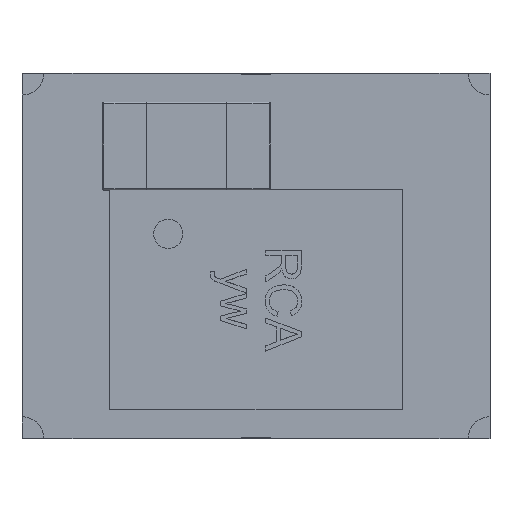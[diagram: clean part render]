
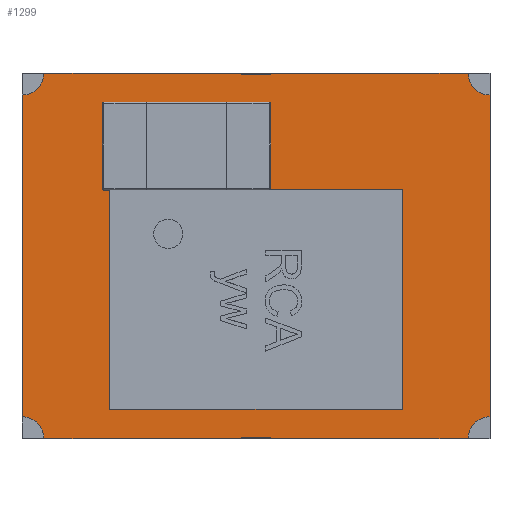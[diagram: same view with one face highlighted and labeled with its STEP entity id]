
A CAD part, top view. The second image highlights one B-rep face of the part: STEP entity #1299.
In plain terms, the highlighted planar face has unit normal (0, 0, 1).
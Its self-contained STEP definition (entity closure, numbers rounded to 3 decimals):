
#1299 = ADVANCED_FACE( '', ( #2395 ), #2396, .T. );
#2395 = FACE_OUTER_BOUND( '', #3513, .T. );
#2396 = PLANE( '', #3514 );
#3513 = EDGE_LOOP( '', ( #5828, #5829, #5830, #5831, #5832, #5833, #5834, #5835, #5836, #5837, #5838, #5839, #5840, #5841, #5842, #5843 ) );
#3514 = AXIS2_PLACEMENT_3D( '', #5844, #5845, #5846 );
#5828 = ORIENTED_EDGE( '', *, *, #7922, .F. );
#5829 = ORIENTED_EDGE( '', *, *, #8105, .F. );
#5830 = ORIENTED_EDGE( '', *, *, #8108, .T. );
#5831 = ORIENTED_EDGE( '', *, *, #7945, .T. );
#5832 = ORIENTED_EDGE( '', *, *, #8109, .T. );
#5833 = ORIENTED_EDGE( '', *, *, #8110, .T. );
#5834 = ORIENTED_EDGE( '', *, *, #8111, .F. );
#5835 = ORIENTED_EDGE( '', *, *, #7639, .T. );
#5836 = ORIENTED_EDGE( '', *, *, #7829, .F. );
#5837 = ORIENTED_EDGE( '', *, *, #8112, .F. );
#5838 = ORIENTED_EDGE( '', *, *, #8032, .T. );
#5839 = ORIENTED_EDGE( '', *, *, #7635, .T. );
#5840 = ORIENTED_EDGE( '', *, *, #8113, .T. );
#5841 = ORIENTED_EDGE( '', *, *, #7393, .T. );
#5842 = ORIENTED_EDGE( '', *, *, #7808, .F. );
#5843 = ORIENTED_EDGE( '', *, *, #7942, .T. );
#5844 = CARTESIAN_POINT( '', ( 0., 0., 0.8 ) );
#5845 = DIRECTION( '', ( 0., 0., 1. ) );
#5846 = DIRECTION( '', ( 1., 0., 0. ) );
#7393 = EDGE_CURVE( '', #8676, #8688, #8690, .T. );
#7635 = EDGE_CURVE( '', #9107, #9108, #9109, .T. );
#7639 = EDGE_CURVE( '', #9116, #9114, #9117, .T. );
#7808 = EDGE_CURVE( '', #9381, #8688, #9382, .T. );
#7829 = EDGE_CURVE( '', #9412, #9114, #9414, .T. );
#7922 = EDGE_CURVE( '', #9553, #9548, #9555, .T. );
#7942 = EDGE_CURVE( '', #9381, #9548, #9583, .T. );
#7945 = EDGE_CURVE( '', #9587, #9585, #9588, .T. );
#8032 = EDGE_CURVE( '', #9699, #9107, #9700, .T. );
#8105 = EDGE_CURVE( '', #9791, #9553, #9793, .T. );
#8108 = EDGE_CURVE( '', #9791, #9587, #9796, .T. );
#8109 = EDGE_CURVE( '', #9585, #9797, #9798, .T. );
#8110 = EDGE_CURVE( '', #9797, #9799, #9800, .T. );
#8111 = EDGE_CURVE( '', #9116, #9799, #9801, .T. );
#8112 = EDGE_CURVE( '', #9699, #9412, #9802, .T. );
#8113 = EDGE_CURVE( '', #9108, #8676, #9803, .T. );
#8676 = VERTEX_POINT( '', #10540 );
#8688 = VERTEX_POINT( '', #10558 );
#8690 = LINE( '', #10561, #10562 );
#9107 = VERTEX_POINT( '', #11368 );
#9108 = VERTEX_POINT( '', #11369 );
#9109 = LINE( '', #11370, #11371 );
#9114 = VERTEX_POINT( '', #11378 );
#9116 = VERTEX_POINT( '', #11381 );
#9117 = LINE( '', #11382, #11383 );
#9381 = VERTEX_POINT( '', #11838 );
#9382 = CIRCLE( '', #11839, 0.15 );
#9412 = VERTEX_POINT( '', #11884 );
#9414 = LINE( '', #11887, #11888 );
#9548 = VERTEX_POINT( '', #12081 );
#9553 = VERTEX_POINT( '', #12088 );
#9555 = LINE( '', #12091, #12092 );
#9583 = LINE( '', #12130, #12131 );
#9585 = VERTEX_POINT( '', #12134 );
#9587 = VERTEX_POINT( '', #12137 );
#9588 = LINE( '', #12138, #12139 );
#9699 = VERTEX_POINT( '', #12318 );
#9700 = LINE( '', #12319, #12320 );
#9791 = VERTEX_POINT( '', #12464 );
#9793 = LINE( '', #12467, #12468 );
#9796 = LINE( '', #12471, #12472 );
#9797 = VERTEX_POINT( '', #12473 );
#9798 = CIRCLE( '', #12474, 0.15 );
#9799 = VERTEX_POINT( '', #12475 );
#9800 = LINE( '', #12476, #12477 );
#9801 = CIRCLE( '', #12478, 0.15 );
#9802 = LINE( '', #12479, #12480 );
#9803 = CIRCLE( '', #12481, 0.15 );
#10540 = CARTESIAN_POINT( '', ( -1.6, 1.1, 0.8 ) );
#10558 = CARTESIAN_POINT( '', ( -1.6, -1.1, 0.8 ) );
#10561 = CARTESIAN_POINT( '', ( -1.6, 1.25, 0.8 ) );
#10562 = VECTOR( '', #13195, 1000. );
#11368 = CARTESIAN_POINT( '', ( -0.1, 1.25, 0.8 ) );
#11369 = CARTESIAN_POINT( '', ( -1.45, 1.25, 0.8 ) );
#11370 = CARTESIAN_POINT( '', ( 1.6, 1.25, 0.8 ) );
#11371 = VECTOR( '', #13386, 1000. );
#11378 = CARTESIAN_POINT( '', ( 0.1, 1.25, 0.8 ) );
#11381 = CARTESIAN_POINT( '', ( 1.45, 1.25, 0.8 ) );
#11382 = CARTESIAN_POINT( '', ( 1.6, 1.25, 0.8 ) );
#11383 = VECTOR( '', #13390, 1000. );
#11838 = CARTESIAN_POINT( '', ( -1.45, -1.25, 0.8 ) );
#11839 = AXIS2_PLACEMENT_3D( '', #13523, #13524, #13525 );
#11884 = CARTESIAN_POINT( '', ( 0.1, 1.24, 0.8 ) );
#11887 = CARTESIAN_POINT( '', ( 0.1, 1.24, 0.8 ) );
#11888 = VECTOR( '', #13542, 1000. );
#12081 = CARTESIAN_POINT( '', ( -0.1, -1.25, 0.8 ) );
#12088 = CARTESIAN_POINT( '', ( -0.1, -1.24, 0.8 ) );
#12091 = CARTESIAN_POINT( '', ( -0.1, -1.24, 0.8 ) );
#12092 = VECTOR( '', #13629, 1000. );
#12130 = CARTESIAN_POINT( '', ( -1.6, -1.25, 0.8 ) );
#12131 = VECTOR( '', #13649, 1000. );
#12134 = CARTESIAN_POINT( '', ( 1.45, -1.25, 0.8 ) );
#12137 = CARTESIAN_POINT( '', ( 0.1, -1.25, 0.8 ) );
#12138 = CARTESIAN_POINT( '', ( -1.6, -1.25, 0.8 ) );
#12139 = VECTOR( '', #13652, 1000. );
#12318 = CARTESIAN_POINT( '', ( -0.1, 1.24, 0.8 ) );
#12319 = CARTESIAN_POINT( '', ( -0.1, 1.24, 0.8 ) );
#12320 = VECTOR( '', #13726, 1000. );
#12464 = CARTESIAN_POINT( '', ( 0.1, -1.24, 0.8 ) );
#12467 = CARTESIAN_POINT( '', ( 0.1, -1.24, 0.8 ) );
#12468 = VECTOR( '', #13778, 1000. );
#12471 = CARTESIAN_POINT( '', ( 0.1, -1.24, 0.8 ) );
#12472 = VECTOR( '', #13779, 1000. );
#12473 = CARTESIAN_POINT( '', ( 1.6, -1.1, 0.8 ) );
#12474 = AXIS2_PLACEMENT_3D( '', #13780, #13781, #13782 );
#12475 = CARTESIAN_POINT( '', ( 1.6, 1.1, 0.8 ) );
#12476 = CARTESIAN_POINT( '', ( 1.6, -1.25, 0.8 ) );
#12477 = VECTOR( '', #13783, 1000. );
#12478 = AXIS2_PLACEMENT_3D( '', #13784, #13785, #13786 );
#12479 = CARTESIAN_POINT( '', ( -0.1, 1.24, 0.8 ) );
#12480 = VECTOR( '', #13787, 1000. );
#12481 = AXIS2_PLACEMENT_3D( '', #13788, #13789, #13790 );
#13195 = DIRECTION( '', ( 0., -1., 0. ) );
#13386 = DIRECTION( '', ( -1., 0., 0. ) );
#13390 = DIRECTION( '', ( -1., 0., 0. ) );
#13523 = CARTESIAN_POINT( '', ( -1.6, -1.25, 0.8 ) );
#13524 = DIRECTION( '', ( 0., 0., 1. ) );
#13525 = DIRECTION( '', ( 1., 0., 0. ) );
#13542 = DIRECTION( '', ( 0., 1., 0. ) );
#13629 = DIRECTION( '', ( 0., -1., 0. ) );
#13649 = DIRECTION( '', ( 1., 0., 0. ) );
#13652 = DIRECTION( '', ( 1., 0., 0. ) );
#13726 = DIRECTION( '', ( 0., 1., 0. ) );
#13778 = DIRECTION( '', ( -1., 0., 0. ) );
#13779 = DIRECTION( '', ( 0., -1., 0. ) );
#13780 = CARTESIAN_POINT( '', ( 1.6, -1.25, 0.8 ) );
#13781 = DIRECTION( '', ( 0., 0., -1. ) );
#13782 = DIRECTION( '', ( 1., 0., 0. ) );
#13783 = DIRECTION( '', ( 0., 1., 0. ) );
#13784 = CARTESIAN_POINT( '', ( 1.6, 1.25, 0.8 ) );
#13785 = DIRECTION( '', ( 0., 0., 1. ) );
#13786 = DIRECTION( '', ( 1., 0., 0. ) );
#13787 = DIRECTION( '', ( 1., 0., 0. ) );
#13788 = CARTESIAN_POINT( '', ( -1.6, 1.25, 0.8 ) );
#13789 = DIRECTION( '', ( 0., 0., -1. ) );
#13790 = DIRECTION( '', ( 1., 0., 0. ) );
